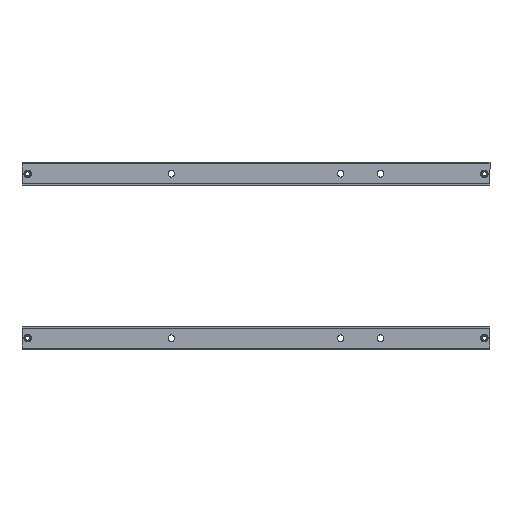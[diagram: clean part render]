
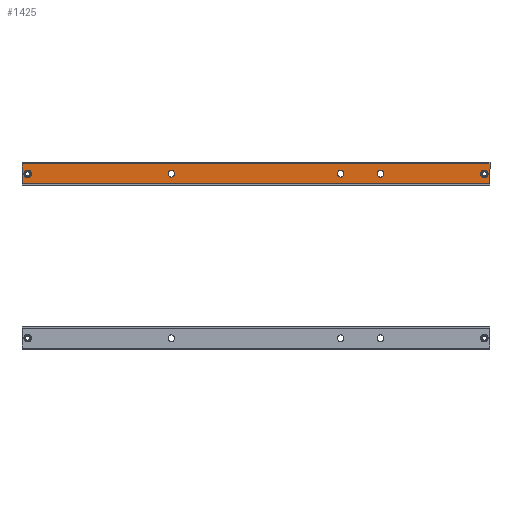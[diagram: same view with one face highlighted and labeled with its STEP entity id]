
A CAD part, front view. The second image highlights one B-rep face of the part: STEP entity #1425.
In plain terms, the highlighted planar face has unit normal (0, -1, 0).
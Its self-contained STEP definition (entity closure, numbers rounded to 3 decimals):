
#3 = EDGE_LOOP ( 'NONE', ( #1999, #1691 ) ) ;
#42 = FACE_OUTER_BOUND ( 'NONE', #1799, .T. ) ;
#55 = DIRECTION ( 'NONE',  ( 0., 1., 0. ) ) ;
#69 = DIRECTION ( 'NONE',  ( 0., 0., 1. ) ) ;
#82 = CARTESIAN_POINT ( 'NONE',  ( -387.888, 517.945, 1239.667 ) ) ;
#93 = DIRECTION ( 'NONE',  ( 0., -1., 0. ) ) ;
#103 = CARTESIAN_POINT ( 'NONE',  ( -76.888, 517.945, 1218.667 ) ) ;
#106 = CARTESIAN_POINT ( 'NONE',  ( 283.112, 517.945, 1218.667 ) ) ;
#140 = AXIS2_PLACEMENT_3D ( 'NONE', #1042, #885, #871 ) ;
#143 = VERTEX_POINT ( 'NONE', #106 ) ;
#146 = EDGE_LOOP ( 'NONE', ( #1813, #1981 ) ) ;
#160 = VERTEX_POINT ( 'NONE', #262 ) ;
#173 = LINE ( 'NONE', #229, #1474 ) ;
#179 = EDGE_CURVE ( 'NONE', #374, #1658, #998, .T. ) ;
#214 = ORIENTED_EDGE ( 'NONE', *, *, #470, .T. ) ;
#220 = AXIS2_PLACEMENT_3D ( 'NONE', #1242, #55, #1555 ) ;
#224 = CARTESIAN_POINT ( 'NONE',  ( -375.888, 517.945, 1218.667 ) ) ;
#229 = CARTESIAN_POINT ( 'NONE',  ( -387.888, 517.945, 1239.667 ) ) ;
#243 = DIRECTION ( 'NONE',  ( 0., 0., 1. ) ) ;
#259 = LINE ( 'NONE', #1183, #913 ) ;
#262 = CARTESIAN_POINT ( 'NONE',  ( 382.112, 517.945, 1218.667 ) ) ;
#293 = DIRECTION ( 'NONE',  ( 0., 0., -1. ) ) ;
#328 = CARTESIAN_POINT ( 'NONE',  ( 604.112, 517.945, 1218.667 ) ) ;
#330 = VERTEX_POINT ( 'NONE', #611 ) ;
#340 = ORIENTED_EDGE ( 'NONE', *, *, #1640, .F. ) ;
#365 = CARTESIAN_POINT ( 'NONE',  ( 588.112, 517.945, 1218.667 ) ) ;
#371 = AXIS2_PLACEMENT_3D ( 'NONE', #224, #593, #243 ) ;
#374 = VERTEX_POINT ( 'NONE', #646 ) ;
#376 = CIRCLE ( 'NONE', #1614, 7. ) ;
#391 = EDGE_CURVE ( 'NONE', #160, #579, #1729, .T. ) ;
#401 = DIRECTION ( 'NONE',  ( 0., 1., 0. ) ) ;
#413 = FACE_BOUND ( 'NONE', #665, .T. ) ;
#452 = CARTESIAN_POINT ( 'NONE',  ( -387.888, 517.945, 2235.671 ) ) ;
#470 = EDGE_CURVE ( 'NONE', #1282, #143, #1413, .T. ) ;
#475 = AXIS2_PLACEMENT_3D ( 'NONE', #1237, #1077, #1919 ) ;
#499 = CARTESIAN_POINT ( 'NONE',  ( -387.888, 517.945, 2235.671 ) ) ;
#507 = ORIENTED_EDGE ( 'NONE', *, *, #687, .F. ) ;
#513 = FACE_BOUND ( 'NONE', #1086, .T. ) ;
#534 = FACE_BOUND ( 'NONE', #146, .T. ) ;
#546 = EDGE_CURVE ( 'NONE', #1278, #896, #1883, .T. ) ;
#579 = VERTEX_POINT ( 'NONE', #1470 ) ;
#593 = DIRECTION ( 'NONE',  ( 0., -1., 0. ) ) ;
#597 = AXIS2_PLACEMENT_3D ( 'NONE', #1592, #401, #822 ) ;
#606 = CIRCLE ( 'NONE', #1383, 8. ) ;
#611 = CARTESIAN_POINT ( 'NONE',  ( -367.888, 517.945, 1218.667 ) ) ;
#646 = CARTESIAN_POINT ( 'NONE',  ( 608.112, 517.945, 1197.667 ) ) ;
#665 = EDGE_LOOP ( 'NONE', ( #214, #1907 ) ) ;
#670 = CIRCLE ( 'NONE', #597, 7. ) ;
#671 = CARTESIAN_POINT ( 'NONE',  ( -69.888, 517.945, 1218.667 ) ) ;
#687 = EDGE_CURVE ( 'NONE', #1308, #374, #259, .T. ) ;
#717 = DIRECTION ( 'NONE',  ( 0., -1., 0. ) ) ;
#719 = DIRECTION ( 'NONE',  ( 0., 0., -1. ) ) ;
#733 = DIRECTION ( 'NONE',  ( 0., 1., 0. ) ) ;
#809 = DIRECTION ( 'NONE',  ( 0., 0., 1. ) ) ;
#822 = DIRECTION ( 'NONE',  ( 1., 0., 0. ) ) ;
#841 = FACE_BOUND ( 'NONE', #3, .T. ) ;
#871 = DIRECTION ( 'NONE',  ( 1., 0., 0. ) ) ;
#872 = VERTEX_POINT ( 'NONE', #82 ) ;
#885 = DIRECTION ( 'NONE',  ( 0., 1., 0. ) ) ;
#896 = VERTEX_POINT ( 'NONE', #103 ) ;
#913 = VECTOR ( 'NONE', #719, 1000. ) ;
#914 = EDGE_CURVE ( 'NONE', #896, #1278, #376, .T. ) ;
#916 = CIRCLE ( 'NONE', #140, 7. ) ;
#931 = ORIENTED_EDGE ( 'NONE', *, *, #179, .F. ) ;
#949 = CARTESIAN_POINT ( 'NONE',  ( 596.112, 517.945, 1218.667 ) ) ;
#966 = CARTESIAN_POINT ( 'NONE',  ( 596.112, 517.945, 1218.667 ) ) ;
#967 = DIRECTION ( 'NONE',  ( 1., 0., 0. ) ) ;
#975 = DIRECTION ( 'NONE',  ( 0., 1., 0. ) ) ;
#992 = VECTOR ( 'NONE', #1965, 1000. ) ;
#998 = LINE ( 'NONE', #1549, #992 ) ;
#1042 = CARTESIAN_POINT ( 'NONE',  ( 375.112, 517.945, 1218.667 ) ) ;
#1044 = CARTESIAN_POINT ( 'NONE',  ( 297.112, 517.945, 1218.667 ) ) ;
#1077 = DIRECTION ( 'NONE',  ( 0., 1., 0. ) ) ;
#1086 = EDGE_LOOP ( 'NONE', ( #1337, #1621 ) ) ;
#1091 = EDGE_CURVE ( 'NONE', #1804, #330, #1302, .T. ) ;
#1147 = EDGE_CURVE ( 'NONE', #872, #1658, #1897, .T. ) ;
#1176 = CARTESIAN_POINT ( 'NONE',  ( -375.888, 517.945, 1218.667 ) ) ;
#1183 = CARTESIAN_POINT ( 'NONE',  ( 608.112, 517.945, 2235.671 ) ) ;
#1199 = CARTESIAN_POINT ( 'NONE',  ( -387.888, 517.945, 1197.667 ) ) ;
#1237 = CARTESIAN_POINT ( 'NONE',  ( 290.112, 517.945, 1218.667 ) ) ;
#1242 = CARTESIAN_POINT ( 'NONE',  ( 375.112, 517.945, 1218.667 ) ) ;
#1250 = VECTOR ( 'NONE', #293, 1000. ) ;
#1271 = FACE_BOUND ( 'NONE', #1580, .T. ) ;
#1278 = VERTEX_POINT ( 'NONE', #1490 ) ;
#1282 = VERTEX_POINT ( 'NONE', #1044 ) ;
#1301 = CARTESIAN_POINT ( 'NONE',  ( -69.888, 517.945, 1218.667 ) ) ;
#1302 = CIRCLE ( 'NONE', #371, 8. ) ;
#1305 = DIRECTION ( 'NONE',  ( 1., 0., 0. ) ) ;
#1308 = VERTEX_POINT ( 'NONE', #1996 ) ;
#1310 = DIRECTION ( 'NONE',  ( 0., 1., 0. ) ) ;
#1337 = ORIENTED_EDGE ( 'NONE', *, *, #391, .T. ) ;
#1349 = CIRCLE ( 'NONE', #1903, 8. ) ;
#1383 = AXIS2_PLACEMENT_3D ( 'NONE', #1176, #93, #69 ) ;
#1404 = ORIENTED_EDGE ( 'NONE', *, *, #1147, .T. ) ;
#1413 = CIRCLE ( 'NONE', #475, 7. ) ;
#1425 = ADVANCED_FACE ( 'NONE', ( #42, #513, #534, #413, #841, #1271 ), #1776, .F. ) ;
#1470 = CARTESIAN_POINT ( 'NONE',  ( 368.112, 517.945, 1218.667 ) ) ;
#1474 = VECTOR ( 'NONE', #1305, 1000. ) ;
#1489 = EDGE_CURVE ( 'NONE', #143, #1282, #670, .T. ) ;
#1490 = CARTESIAN_POINT ( 'NONE',  ( -62.888, 517.945, 1218.667 ) ) ;
#1549 = CARTESIAN_POINT ( 'NONE',  ( 608.112, 517.945, 1197.667 ) ) ;
#1555 = DIRECTION ( 'NONE',  ( 1., 0., 0. ) ) ;
#1576 = ORIENTED_EDGE ( 'NONE', *, *, #1091, .F. ) ;
#1578 = EDGE_CURVE ( 'NONE', #1600, #1969, #1620, .T. ) ;
#1580 = EDGE_LOOP ( 'NONE', ( #1651, #1576 ) ) ;
#1592 = CARTESIAN_POINT ( 'NONE',  ( 290.112, 517.945, 1218.667 ) ) ;
#1600 = VERTEX_POINT ( 'NONE', #365 ) ;
#1614 = AXIS2_PLACEMENT_3D ( 'NONE', #1301, #975, #967 ) ;
#1620 = CIRCLE ( 'NONE', #1714, 8. ) ;
#1621 = ORIENTED_EDGE ( 'NONE', *, *, #1850, .T. ) ;
#1640 = EDGE_CURVE ( 'NONE', #872, #1308, #173, .T. ) ;
#1651 = ORIENTED_EDGE ( 'NONE', *, *, #1786, .F. ) ;
#1656 = EDGE_CURVE ( 'NONE', #1969, #1600, #1349, .T. ) ;
#1658 = VERTEX_POINT ( 'NONE', #1199 ) ;
#1691 = ORIENTED_EDGE ( 'NONE', *, *, #1656, .F. ) ;
#1703 = AXIS2_PLACEMENT_3D ( 'NONE', #499, #1310, #1825 ) ;
#1714 = AXIS2_PLACEMENT_3D ( 'NONE', #949, #1767, #809 ) ;
#1729 = CIRCLE ( 'NONE', #220, 7. ) ;
#1767 = DIRECTION ( 'NONE',  ( 0., -1., 0. ) ) ;
#1776 = PLANE ( 'NONE',  #1703 ) ;
#1780 = DIRECTION ( 'NONE',  ( 0., 0., 1. ) ) ;
#1786 = EDGE_CURVE ( 'NONE', #330, #1804, #606, .T. ) ;
#1799 = EDGE_LOOP ( 'NONE', ( #340, #1404, #931, #507 ) ) ;
#1804 = VERTEX_POINT ( 'NONE', #1953 ) ;
#1813 = ORIENTED_EDGE ( 'NONE', *, *, #546, .T. ) ;
#1825 = DIRECTION ( 'NONE',  ( -1., 0., 0. ) ) ;
#1850 = EDGE_CURVE ( 'NONE', #579, #160, #916, .T. ) ;
#1883 = CIRCLE ( 'NONE', #1920, 7. ) ;
#1897 = LINE ( 'NONE', #452, #1250 ) ;
#1903 = AXIS2_PLACEMENT_3D ( 'NONE', #966, #717, #1780 ) ;
#1907 = ORIENTED_EDGE ( 'NONE', *, *, #1489, .T. ) ;
#1919 = DIRECTION ( 'NONE',  ( 1., 0., 0. ) ) ;
#1920 = AXIS2_PLACEMENT_3D ( 'NONE', #671, #733, #1924 ) ;
#1924 = DIRECTION ( 'NONE',  ( 1., 0., 0. ) ) ;
#1953 = CARTESIAN_POINT ( 'NONE',  ( -383.888, 517.945, 1218.667 ) ) ;
#1965 = DIRECTION ( 'NONE',  ( -1., 0., 0. ) ) ;
#1969 = VERTEX_POINT ( 'NONE', #328 ) ;
#1981 = ORIENTED_EDGE ( 'NONE', *, *, #914, .T. ) ;
#1996 = CARTESIAN_POINT ( 'NONE',  ( 608.112, 517.945, 1239.667 ) ) ;
#1999 = ORIENTED_EDGE ( 'NONE', *, *, #1578, .F. ) ;
